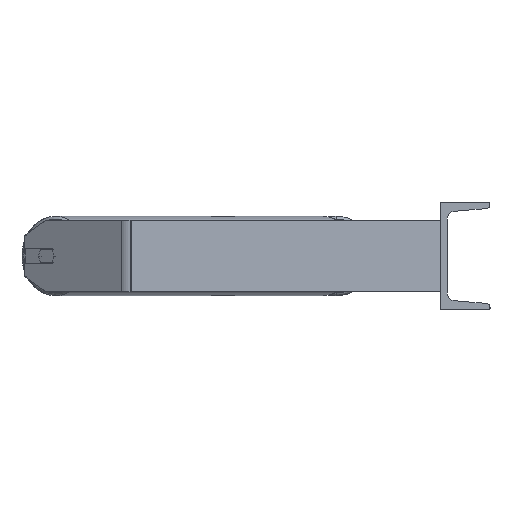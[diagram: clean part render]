
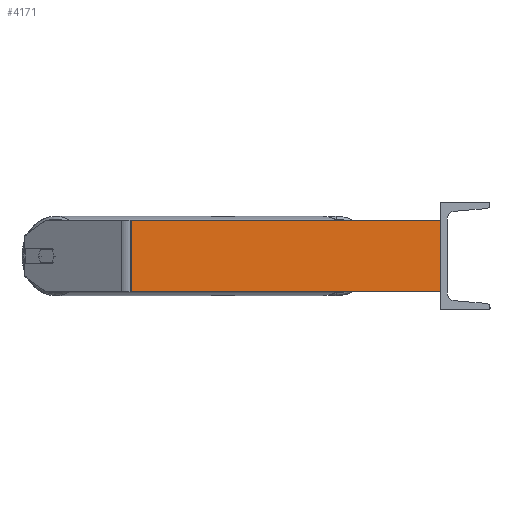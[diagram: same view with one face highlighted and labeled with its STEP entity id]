
A CAD part, left-side view. The second image highlights one B-rep face of the part: STEP entity #4171.
In plain terms, the highlighted planar face has unit normal (-0.996, -0.087, 0).
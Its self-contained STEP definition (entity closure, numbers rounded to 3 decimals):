
#167 = VERTEX_POINT ( 'NONE', #6431 ) ;
#178 = LINE ( 'NONE', #5833, #8670 ) ;
#296 = EDGE_CURVE ( 'NONE', #1241, #2332, #178, .T. ) ;
#677 = VERTEX_POINT ( 'NONE', #4396 ) ;
#1011 = ORIENTED_EDGE ( 'NONE', *, *, #8537, .T. ) ;
#1205 = VECTOR ( 'NONE', #8925, 1000. ) ;
#1241 = VERTEX_POINT ( 'NONE', #1872 ) ;
#1248 = CARTESIAN_POINT ( 'NONE',  ( -785., 0., 40. ) ) ;
#1872 = CARTESIAN_POINT ( 'NONE',  ( -815.25, 345.759, 40. ) ) ;
#1983 = FACE_OUTER_BOUND ( 'NONE', #2496, .T. ) ;
#2183 = LINE ( 'NONE', #5722, #2667 ) ;
#2332 = VERTEX_POINT ( 'NONE', #6774 ) ;
#2496 = EDGE_LOOP ( 'NONE', ( #1011, #5406, #7491, #3059 ) ) ;
#2667 = VECTOR ( 'NONE', #5593, 1000. ) ;
#2668 = CARTESIAN_POINT ( 'NONE',  ( -815.758, 351.56, 40. ) ) ;
#3059 = ORIENTED_EDGE ( 'NONE', *, *, #296, .T. ) ;
#4020 = DIRECTION ( 'NONE',  ( 0., 0., -1. ) ) ;
#4171 = ADVANCED_FACE ( 'NONE', ( #1983 ), #9007, .F. ) ;
#4396 = CARTESIAN_POINT ( 'NONE',  ( -785., 0., -40. ) ) ;
#4789 = DIRECTION ( 'NONE',  ( 0.996, 0.087, 0. ) ) ;
#4863 = LINE ( 'NONE', #1248, #5198 ) ;
#5016 = DIRECTION ( 'NONE',  ( 0., 0., -1. ) ) ;
#5198 = VECTOR ( 'NONE', #4020, 1000. ) ;
#5406 = ORIENTED_EDGE ( 'NONE', *, *, #5700, .F. ) ;
#5593 = DIRECTION ( 'NONE',  ( 0.087, -0.996, 0. ) ) ;
#5700 = EDGE_CURVE ( 'NONE', #167, #677, #4863, .T. ) ;
#5722 = CARTESIAN_POINT ( 'NONE',  ( -815.758, 351.56, 40. ) ) ;
#5833 = CARTESIAN_POINT ( 'NONE',  ( -815.25, 345.759, 40. ) ) ;
#6431 = CARTESIAN_POINT ( 'NONE',  ( -785., 0., 40. ) ) ;
#6774 = CARTESIAN_POINT ( 'NONE',  ( -815.25, 345.759, -40. ) ) ;
#7315 = LINE ( 'NONE', #8870, #1205 ) ;
#7491 = ORIENTED_EDGE ( 'NONE', *, *, #8279, .F. ) ;
#8279 = EDGE_CURVE ( 'NONE', #1241, #167, #2183, .T. ) ;
#8323 = DIRECTION ( 'NONE',  ( -0.087, 0.996, 0. ) ) ;
#8444 = AXIS2_PLACEMENT_3D ( 'NONE', #2668, #4789, #8323 ) ;
#8537 = EDGE_CURVE ( 'NONE', #2332, #677, #7315, .T. ) ;
#8670 = VECTOR ( 'NONE', #5016, 1000. ) ;
#8870 = CARTESIAN_POINT ( 'NONE',  ( -815.758, 351.56, -40. ) ) ;
#8925 = DIRECTION ( 'NONE',  ( 0.087, -0.996, 0. ) ) ;
#9007 = PLANE ( 'NONE',  #8444 ) ;
